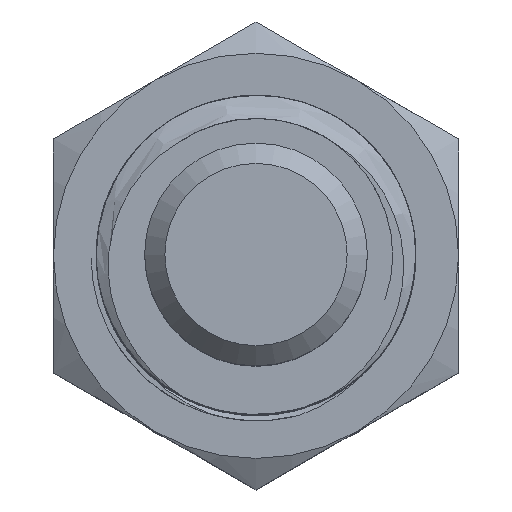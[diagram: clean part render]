
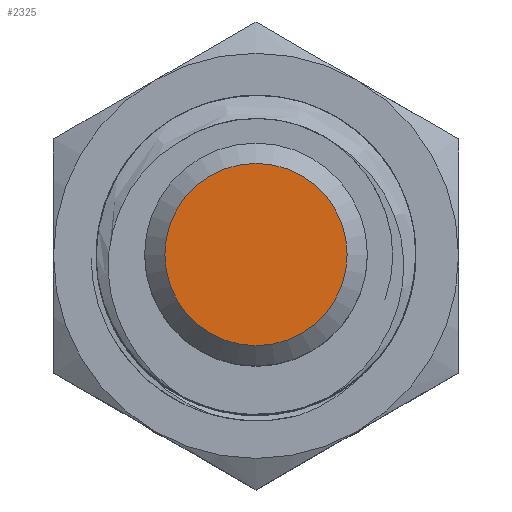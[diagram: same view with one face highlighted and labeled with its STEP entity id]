
A CAD part, top view. The second image highlights one B-rep face of the part: STEP entity #2325.
In plain terms, the highlighted planar face has unit normal (0, 0, 1).
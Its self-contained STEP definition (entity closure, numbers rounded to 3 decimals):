
#46=PLANE('',#2505);
#230=FACE_OUTER_BOUND('',#365,.T.);
#365=EDGE_LOOP('',(#1966));
#425=CIRCLE('',#2501,2.25);
#1018=VERTEX_POINT('',#8156);
#1343=EDGE_CURVE('',#1018,#1018,#425,.T.);
#1966=ORIENTED_EDGE('',*,*,#1343,.F.);
#2325=ADVANCED_FACE('',(#230),#46,.T.);
#2501=AXIS2_PLACEMENT_3D('',#8157,#2861,#2862);
#2505=AXIS2_PLACEMENT_3D('',#8165,#2871,#2872);
#2861=DIRECTION('center_axis',(0.,0.,-1.));
#2862=DIRECTION('ref_axis',(1.,0.,0.));
#2871=DIRECTION('center_axis',(0.,0.,1.));
#2872=DIRECTION('ref_axis',(1.,0.,0.));
#8156=CARTESIAN_POINT('',(-2.25,0.,51.5));
#8157=CARTESIAN_POINT('Origin',(0.,0.,51.5));
#8165=CARTESIAN_POINT('Origin',(0.,0.,51.5));
